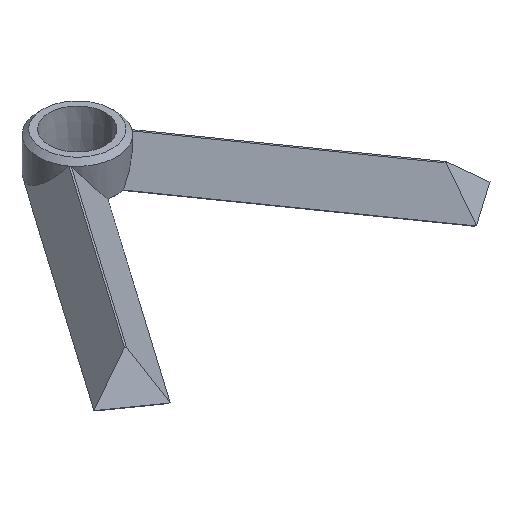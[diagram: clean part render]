
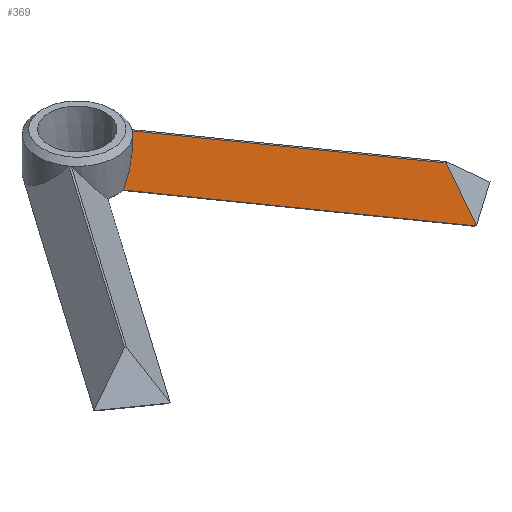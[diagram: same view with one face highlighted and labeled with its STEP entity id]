
A CAD part, isometric view. The second image highlights one B-rep face of the part: STEP entity #369.
In plain terms, the highlighted planar face has unit normal (-0.637, -0.446, 0.629).
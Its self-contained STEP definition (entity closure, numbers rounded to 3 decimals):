
#24=ELLIPSE('',#408,39.733,25.);
#39=PLANE('',#424);
#62=FACE_OUTER_BOUND('',#87,.T.);
#87=EDGE_LOOP('',(#323,#324,#325,#326));
#112=LINE('',#624,#143);
#117=LINE('',#643,#148);
#118=LINE('',#645,#149);
#143=VECTOR('',#508,10.);
#148=VECTOR('',#527,10.);
#149=VECTOR('',#530,10.);
#174=VERTEX_POINT('',#566);
#179=VERTEX_POINT('',#580);
#183=VERTEX_POINT('',#589);
#194=VERTEX_POINT('',#641);
#212=EDGE_CURVE('',#174,#179,#24,.F.);
#232=EDGE_CURVE('',#179,#183,#112,.T.);
#240=EDGE_CURVE('',#194,#183,#117,.T.);
#241=EDGE_CURVE('',#194,#174,#118,.T.);
#323=ORIENTED_EDGE('',*,*,#241,.T.);
#324=ORIENTED_EDGE('',*,*,#212,.T.);
#325=ORIENTED_EDGE('',*,*,#232,.T.);
#326=ORIENTED_EDGE('',*,*,#240,.F.);
#369=ADVANCED_FACE('',(#62),#39,.T.);
#408=AXIS2_PLACEMENT_3D('',#582,#473,#474);
#424=AXIS2_PLACEMENT_3D('',#644,#528,#529);
#473=DIRECTION('center_axis',(-0.637,-0.446,0.629));
#474=DIRECTION('ref_axis',(0.515,0.361,0.777));
#508=DIRECTION('',(0.574,-0.819,0.));
#527=DIRECTION('',(-0.131,-0.741,-0.658));
#528=DIRECTION('center_axis',(-0.637,-0.446,0.629));
#529=DIRECTION('ref_axis',(0.703,0.,0.711));
#530=DIRECTION('',(-0.574,0.819,0.));
#566=CARTESIAN_POINT('',(19.5,-15.645,22.));
#580=CARTESIAN_POINT('',(4.951,-24.505,1.));
#582=CARTESIAN_POINT('Origin',(0.,0.,13.353));
#589=CARTESIAN_POINT('',(97.899,-157.249,1.));
#624=CARTESIAN_POINT('',(25.985,-54.545,1.));
#641=CARTESIAN_POINT('',(102.084,-133.587,22.));
#643=CARTESIAN_POINT('',(102.084,-133.587,22.));
#644=CARTESIAN_POINT('Origin',(32.948,-49.669,11.5));
#645=CARTESIAN_POINT('',(39.911,-44.794,22.));
